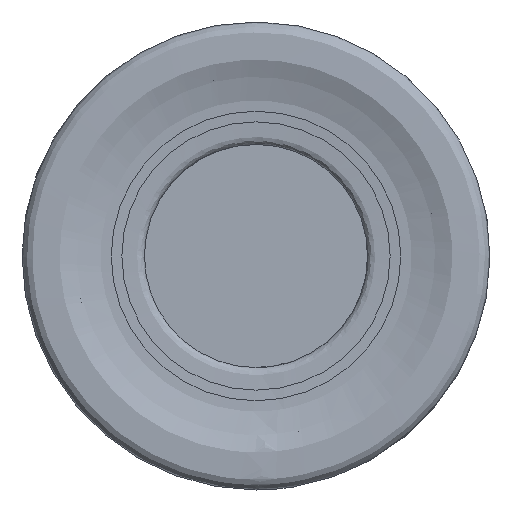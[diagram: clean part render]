
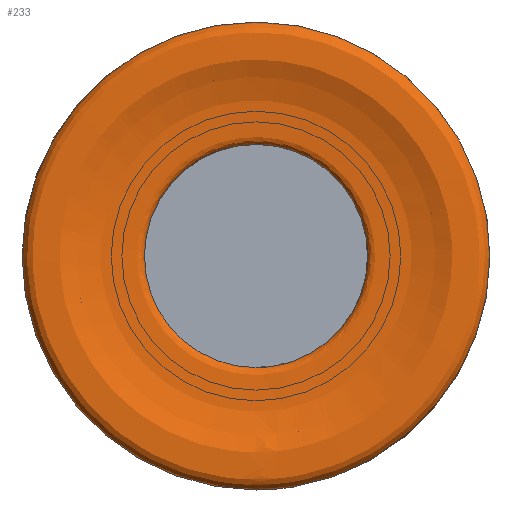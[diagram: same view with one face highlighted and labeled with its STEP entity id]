
A CAD part, left-side view. The second image highlights one B-rep face of the part: STEP entity #233.
In plain terms, the highlighted face is a revolution surface.
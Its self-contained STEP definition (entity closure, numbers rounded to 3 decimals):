
#24=SURFACE_OF_REVOLUTION('',#32,#28);
#28=AXIS1_PLACEMENT('',#668,#576);
#32=B_SPLINE_CURVE_WITH_KNOTS('',3,(#647,#648,#649,#650,#651,#652,#653,
#654,#655,#656,#657,#658,#659,#660,#661,#662,#663,#664,#665,#666,#667),
 .UNSPECIFIED.,.F.,.F.,(4,1,1,1,1,1,1,1,1,1,1,1,1,1,1,1,1,1,4),(0.,0.063,
0.094,0.125,0.188,0.25,0.313,0.375,0.438,0.5,0.563,0.625,0.688,0.75,
0.813,0.875,0.906,0.938,1.),.UNSPECIFIED.);
#233=ADVANCED_FACE('',(#279,#280),#24,.T.);
#279=FACE_BOUND('',#325,.T.);
#280=FACE_BOUND('',#326,.T.);
#325=EDGE_LOOP('',(#371));
#326=EDGE_LOOP('',(#372));
#371=ORIENTED_EDGE('',*,*,#421,.F.);
#372=ORIENTED_EDGE('',*,*,#422,.T.);
#398=VERTEX_POINT('',#644);
#399=VERTEX_POINT('',#646);
#421=EDGE_CURVE('',#398,#398,#444,.T.);
#422=EDGE_CURVE('',#399,#399,#445,.T.);
#444=CIRCLE('',#488,12.5);
#445=CIRCLE('',#489,5.96);
#488=AXIS2_PLACEMENT_3D('',#643,#572,#573);
#489=AXIS2_PLACEMENT_3D('',#645,#574,#575);
#572=DIRECTION('',(1.,0.,0.));
#573=DIRECTION('',(0.,0.,-1.));
#574=DIRECTION('',(1.,0.,0.));
#575=DIRECTION('',(0.,0.,-1.));
#576=DIRECTION('',(1.,0.,0.));
#643=CARTESIAN_POINT('',(0.787,0.,0.));
#644=CARTESIAN_POINT('',(0.787,0.,-12.5));
#645=CARTESIAN_POINT('',(1.109,0.,0.));
#646=CARTESIAN_POINT('',(1.109,0.,-5.96));
#647=CARTESIAN_POINT('',(1.109,-5.906,0.796));
#648=CARTESIAN_POINT('',(0.954,-5.915,0.827));
#649=CARTESIAN_POINT('',(0.741,-6.109,0.844));
#650=CARTESIAN_POINT('',(0.742,-6.42,0.8));
#651=CARTESIAN_POINT('',(0.74,-6.716,0.759));
#652=CARTESIAN_POINT('',(0.738,-7.07,0.709));
#653=CARTESIAN_POINT('',(0.728,-7.486,0.653));
#654=CARTESIAN_POINT('',(0.7,-7.911,0.599));
#655=CARTESIAN_POINT('',(0.648,-8.35,0.547));
#656=CARTESIAN_POINT('',(0.564,-8.812,0.5));
#657=CARTESIAN_POINT('',(0.441,-9.275,0.46));
#658=CARTESIAN_POINT('',(0.271,-9.718,0.433));
#659=CARTESIAN_POINT('',(0.016,-10.128,0.429));
#660=CARTESIAN_POINT('',(-0.007,-10.607,0.366));
#661=CARTESIAN_POINT('',(0.,-11.076,0.299));
#662=CARTESIAN_POINT('',(-0.003,-11.544,0.233));
#663=CARTESIAN_POINT('',(0.016,-11.943,0.173));
#664=CARTESIAN_POINT('',(0.173,-12.208,0.103));
#665=CARTESIAN_POINT('',(0.403,-12.419,0.024));
#666=CARTESIAN_POINT('',(0.632,-12.499,-0.035));
#667=CARTESIAN_POINT('',(0.787,-12.5,-0.067));
#668=CARTESIAN_POINT('',(0.,0.,0.));
